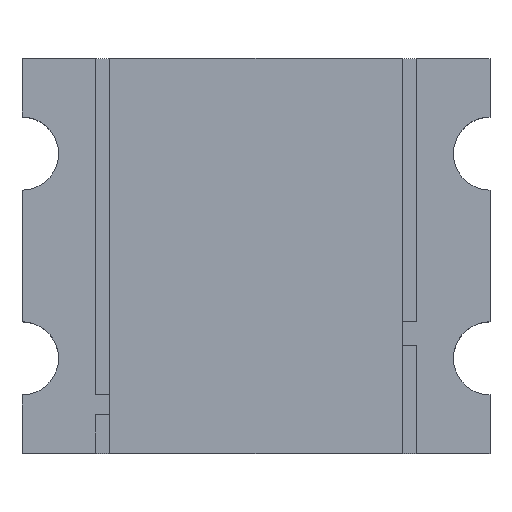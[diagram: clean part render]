
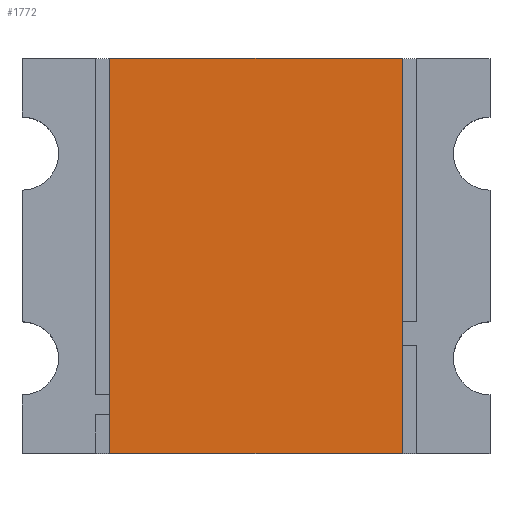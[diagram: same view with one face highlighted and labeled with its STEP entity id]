
A CAD part, top view. The second image highlights one B-rep face of the part: STEP entity #1772.
In plain terms, the highlighted planar face has unit normal (0, 0, 1).
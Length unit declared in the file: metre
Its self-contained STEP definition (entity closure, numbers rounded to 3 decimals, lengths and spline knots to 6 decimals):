
#211=ORIENTED_EDGE('',*,*,#644,.F.);
#212=ORIENTED_EDGE('',*,*,#649,.F.);
#213=ORIENTED_EDGE('',*,*,#651,.T.);
#214=ORIENTED_EDGE('',*,*,#653,.F.);
#644=EDGE_CURVE('',#879,#880,#1056,.T.);
#649=EDGE_CURVE('',#881,#879,#1061,.T.);
#651=EDGE_CURVE('',#881,#882,#1063,.T.);
#653=EDGE_CURVE('',#880,#882,#1065,.T.);
#879=VERTEX_POINT('',#2742);
#880=VERTEX_POINT('',#2744);
#881=VERTEX_POINT('',#2750);
#882=VERTEX_POINT('',#2754);
#1056=LINE('',#2743,#1284);
#1061=LINE('',#2751,#1289);
#1063=LINE('',#2755,#1291);
#1065=LINE('',#2759,#1293);
#1284=VECTOR('',#2220,1.);
#1289=VECTOR('',#2227,1.);
#1291=VECTOR('',#2231,1.);
#1293=VECTOR('',#2235,1.);
#1474=EDGE_LOOP('',(#211,#212,#213,#214));
#1578=FACE_BOUND('',#1474,.T.);
#1677=PLANE('',#1988);
#1772=ADVANCED_FACE('',(#1578),#1677,.T.);
#1988=AXIS2_PLACEMENT_3D('',#2763,#2238,#2239);
#2220=DIRECTION('',(-1.,0.,0.));
#2227=DIRECTION('',(0.,-1.,0.));
#2231=DIRECTION('',(-1.,0.,0.));
#2235=DIRECTION('',(0.,1.,0.));
#2238=DIRECTION('',(0.,0.,1.));
#2239=DIRECTION('',(1.,0.,0.));
#2742=CARTESIAN_POINT('',(0.001,-0.00135,0.001));
#2743=CARTESIAN_POINT('',(0.,-0.00135,0.001));
#2744=CARTESIAN_POINT('',(-0.001,-0.00135,0.001));
#2750=CARTESIAN_POINT('',(0.001,0.00135,0.001));
#2751=CARTESIAN_POINT('',(0.001,0.,0.001));
#2754=CARTESIAN_POINT('',(-0.001,0.00135,0.001));
#2755=CARTESIAN_POINT('',(0.,0.00135,0.001));
#2759=CARTESIAN_POINT('',(-0.001,0.,0.001));
#2763=CARTESIAN_POINT('',(0.,0.,0.001));
